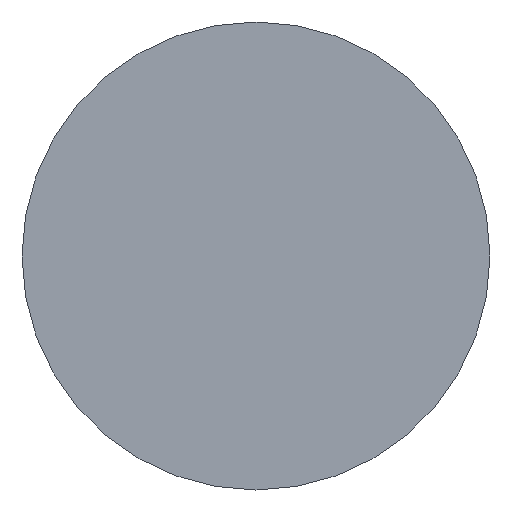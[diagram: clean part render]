
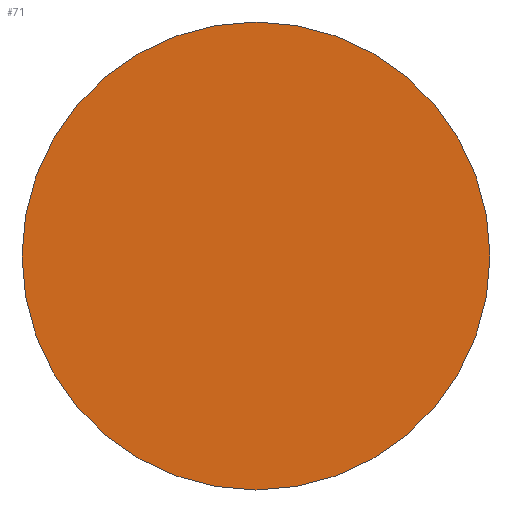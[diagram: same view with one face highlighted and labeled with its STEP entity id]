
A CAD part, left-side view. The second image highlights one B-rep face of the part: STEP entity #71.
In plain terms, the highlighted planar face has unit normal (-1, 0, 0).
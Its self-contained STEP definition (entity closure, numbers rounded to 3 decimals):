
#8 = FACE_OUTER_BOUND ( 'NONE', #122, .T. ) ;
#18 = AXIS2_PLACEMENT_3D ( 'NONE', #121, #136, #149 ) ;
#21 = CARTESIAN_POINT ( 'NONE',  ( 490.457, 124.703, 12.5 ) ) ;
#25 = DIRECTION ( 'NONE',  ( -1., 0., 0. ) ) ;
#33 = CARTESIAN_POINT ( 'NONE',  ( 490.457, 124.703, 0. ) ) ;
#49 = DIRECTION ( 'NONE',  ( -1., 0., 0. ) ) ;
#54 = CIRCLE ( 'NONE', #82, 12.5 ) ;
#56 = PLANE ( 'NONE',  #18 ) ;
#71 = ADVANCED_FACE ( 'NONE', ( #8 ), #56, .F. ) ;
#77 = EDGE_CURVE ( 'NONE', #103, #105, #147, .T. ) ;
#80 = CARTESIAN_POINT ( 'NONE',  ( 490.457, 124.703, -12.5 ) ) ;
#82 = AXIS2_PLACEMENT_3D ( 'NONE', #117, #25, #115 ) ;
#103 = VERTEX_POINT ( 'NONE', #21 ) ;
#105 = VERTEX_POINT ( 'NONE', #80 ) ;
#111 = ORIENTED_EDGE ( 'NONE', *, *, #77, .T. ) ;
#115 = DIRECTION ( 'NONE',  ( 0., 0., 1. ) ) ;
#117 = CARTESIAN_POINT ( 'NONE',  ( 490.457, 124.703, 0. ) ) ;
#121 = CARTESIAN_POINT ( 'NONE',  ( 490.457, 124.703, 0. ) ) ;
#122 = EDGE_LOOP ( 'NONE', ( #111, #143 ) ) ;
#136 = DIRECTION ( 'NONE',  ( 1., 0., 0. ) ) ;
#143 = ORIENTED_EDGE ( 'NONE', *, *, #156, .T. ) ;
#147 = CIRCLE ( 'NONE', #162, 12.5 ) ;
#149 = DIRECTION ( 'NONE',  ( 0., 0., -1. ) ) ;
#150 = DIRECTION ( 'NONE',  ( 0., 0., 1. ) ) ;
#156 = EDGE_CURVE ( 'NONE', #105, #103, #54, .T. ) ;
#162 = AXIS2_PLACEMENT_3D ( 'NONE', #33, #49, #150 ) ;
